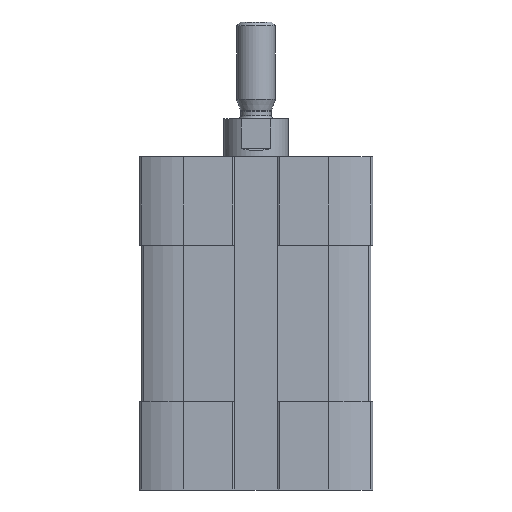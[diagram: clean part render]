
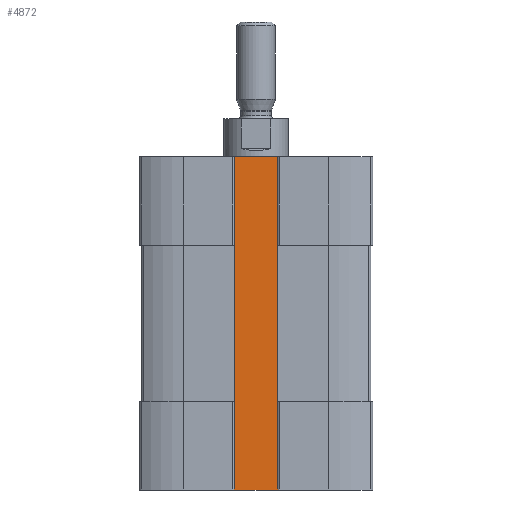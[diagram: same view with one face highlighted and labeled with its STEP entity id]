
A CAD part, front view. The second image highlights one B-rep face of the part: STEP entity #4872.
In plain terms, the highlighted planar face has unit normal (0, -1, 0).
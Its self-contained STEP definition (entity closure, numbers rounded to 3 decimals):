
#51=PLANE('',#5247);
#318=LINE('',#7620,#716);
#319=LINE('',#7622,#717);
#320=LINE('',#7624,#718);
#321=LINE('',#7626,#719);
#716=VECTOR('',#5945,1000.);
#717=VECTOR('',#5948,1000.);
#718=VECTOR('',#5949,1000.);
#719=VECTOR('',#5950,1000.);
#1435=ORIENTED_EDGE('',*,*,#2799,.F.);
#1436=ORIENTED_EDGE('',*,*,#2798,.F.);
#1437=ORIENTED_EDGE('',*,*,#2800,.T.);
#1438=ORIENTED_EDGE('',*,*,#2801,.T.);
#2798=EDGE_CURVE('',#3462,#3461,#318,.T.);
#2799=EDGE_CURVE('',#3461,#3463,#319,.T.);
#2800=EDGE_CURVE('',#3462,#3464,#320,.T.);
#2801=EDGE_CURVE('',#3464,#3463,#321,.T.);
#3461=VERTEX_POINT('',#7617);
#3462=VERTEX_POINT('',#7619);
#3463=VERTEX_POINT('',#7623);
#3464=VERTEX_POINT('',#7625);
#4053=EDGE_LOOP('',(#1435,#1436,#1437,#1438));
#4455=FACE_BOUND('',#4053,.T.);
#4872=ADVANCED_FACE('',(#4455),#51,.T.);
#5247=AXIS2_PLACEMENT_3D('',#7621,#5946,#5947);
#5945=DIRECTION('',(0.,0.,1.));
#5946=DIRECTION('',(0.,-1.,0.));
#5947=DIRECTION('',(0.,0.,-1.));
#5948=DIRECTION('',(1.,0.,0.));
#5949=DIRECTION('',(1.,0.,0.));
#5950=DIRECTION('',(0.,0.,1.));
#7617=CARTESIAN_POINT('',(-3.,-9.3,0.));
#7619=CARTESIAN_POINT('',(-3.,-9.3,-41.35));
#7620=CARTESIAN_POINT('',(-3.,-9.3,-41.35));
#7621=CARTESIAN_POINT('',(-3.,-9.3,-41.35));
#7622=CARTESIAN_POINT('',(-3.,-9.3,0.));
#7623=CARTESIAN_POINT('',(3.,-9.3,0.));
#7624=CARTESIAN_POINT('',(-3.,-9.3,-41.35));
#7625=CARTESIAN_POINT('',(3.,-9.3,-41.35));
#7626=CARTESIAN_POINT('',(3.,-9.3,-41.35));
